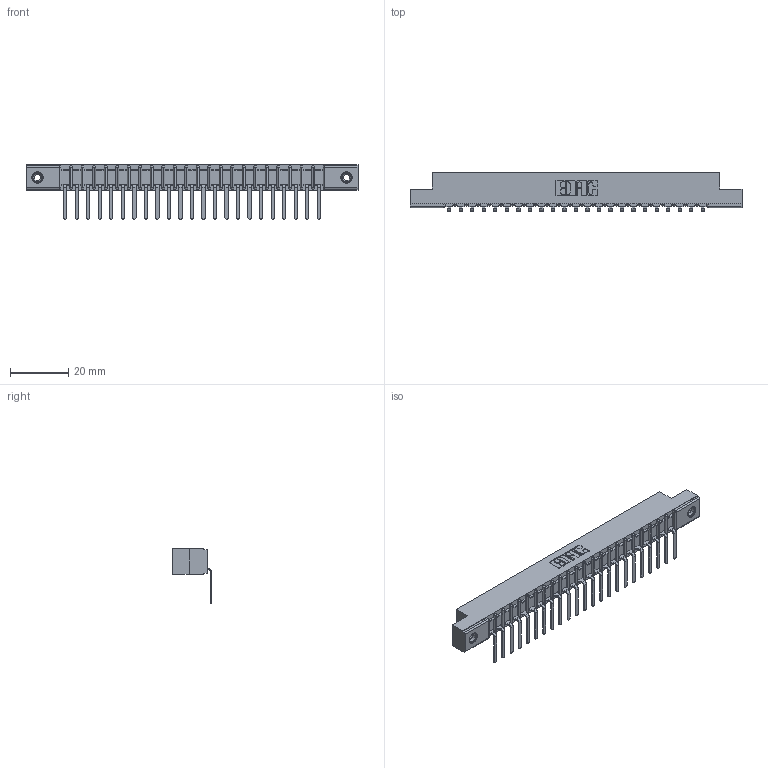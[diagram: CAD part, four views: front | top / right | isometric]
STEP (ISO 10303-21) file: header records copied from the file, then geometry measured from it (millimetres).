
FILE_DESCRIPTION (( 'STEP AP203' ), '1' );
FILE_NAME ('357-023-457-108.STEP', '2020-10-01T11:50:25', ( '' ), ( '' ), 'SwSTEP 2.0', 'SolidWorks 2020', '' );
FILE_SCHEMA (( 'CONFIG_CONTROL_DESIGN' ));
Length unit declared in the file: inch
Products named in the file (4): 357-023-457-108; 307 Part_.156 Dia Mounting Holes; 307-290-002_557; 345-250-001_345-250-003-102
Assembly tree (26 placements, depth 2):
  357-023-457-108
    307 Part_.156 Dia Mounting Holes
    307-290-002_557  x23
    345-250-001_345-250-003-102  x2
Bounding box: 114.15 x 13.32 x 18.67 mm (x, y, z)
Volume: 7591.9 mm3; surface area: 14262 mm2
Topology: 26 solids, 26 shells, 1996 faces, 6071 edges, 3974 vertices
Faces by surface type: plane 1183, cylinder 749, sphere 48, cone 12, torus 4
Entity records: 24099 total; most frequent: CARTESIAN_POINT 4043, ORIENTED_EDGE 4026, DIRECTION 3947, EDGE_CURVE 2013, LINE 1531, VECTOR 1531, VERTEX_POINT 1304, AXIS2_PLACEMENT_3D 1208
